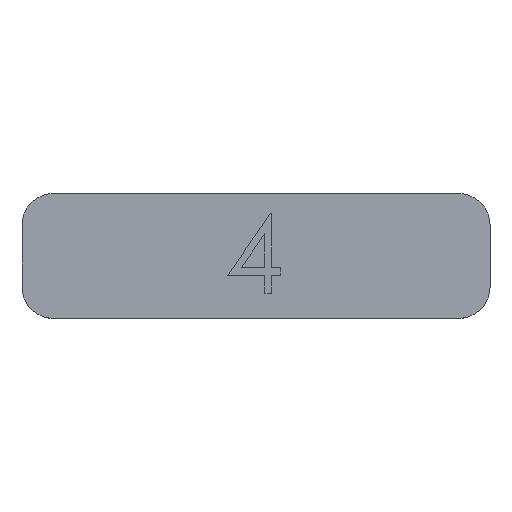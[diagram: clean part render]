
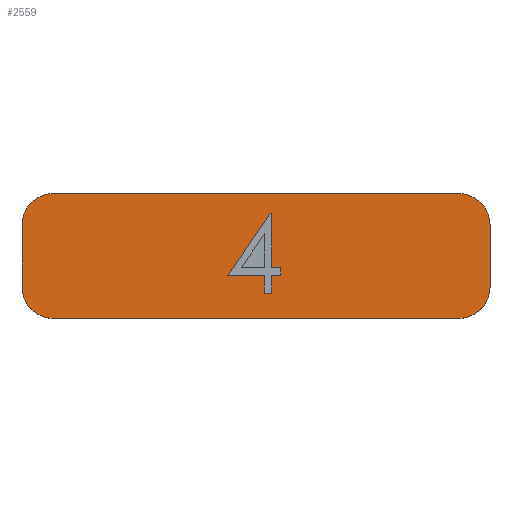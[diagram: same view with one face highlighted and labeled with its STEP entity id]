
A CAD part, top view. The second image highlights one B-rep face of the part: STEP entity #2559.
In plain terms, the highlighted planar face has unit normal (0, 0, 1).
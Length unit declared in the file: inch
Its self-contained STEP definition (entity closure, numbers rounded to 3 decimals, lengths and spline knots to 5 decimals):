
#21 = CARTESIAN_POINT ( 'NONE',  ( 0.39804, 0.16821, 0.09 ) ) ;
#122 = VECTOR ( 'NONE', #914, 39.37008 ) ;
#131 = VERTEX_POINT ( 'NONE', #4662 ) ;
#187 = ORIENTED_EDGE ( 'NONE', *, *, #2736, .T. ) ;
#219 = ORIENTED_EDGE ( 'NONE', *, *, #1013, .T. ) ;
#224 = CARTESIAN_POINT ( 'NONE',  ( 0.05, 0., 0.09 ) ) ;
#346 = CARTESIAN_POINT ( 'NONE',  ( 0.41474, 0.08167, 0.09 ) ) ;
#353 = DIRECTION ( 'NONE',  ( 0.566, 0.824, 0. ) ) ;
#355 = EDGE_LOOP ( 'NONE', ( #3052, #3853, #5274, #1007, #361, #4970, #4895, #3462 ) ) ;
#361 = ORIENTED_EDGE ( 'NONE', *, *, #3204, .T. ) ;
#379 = VERTEX_POINT ( 'NONE', #3994 ) ;
#394 = CARTESIAN_POINT ( 'NONE',  ( 0.05, 0.15, 0.09 ) ) ;
#410 = DIRECTION ( 'NONE',  ( -1., 0., 0. ) ) ;
#475 = VECTOR ( 'NONE', #3973, 39.37008 ) ;
#490 = VERTEX_POINT ( 'NONE', #3693 ) ;
#561 = VECTOR ( 'NONE', #5147, 39.37008 ) ;
#607 = CARTESIAN_POINT ( 'NONE',  ( 0.40032, 0.08167, 0.09 ) ) ;
#609 = LINE ( 'NONE', #3530, #4808 ) ;
#694 = FACE_BOUND ( 'NONE', #4544, .T. ) ;
#737 = VERTEX_POINT ( 'NONE', #3027 ) ;
#767 = DIRECTION ( 'NONE',  ( 0., -1., 0. ) ) ;
#914 = DIRECTION ( 'NONE',  ( 1., 0., 0. ) ) ;
#975 = CARTESIAN_POINT ( 'NONE',  ( 0.40032, 0.16821, 0.09 ) ) ;
#1007 = ORIENTED_EDGE ( 'NONE', *, *, #4114, .T. ) ;
#1013 = EDGE_CURVE ( 'NONE', #4421, #4764, #2535, .T. ) ;
#1052 = CARTESIAN_POINT ( 'NONE',  ( 0.40032, 0.08167, 0.09 ) ) ;
#1136 = EDGE_CURVE ( 'NONE', #3979, #3894, #4327, .T. ) ;
#1186 = CARTESIAN_POINT ( 'NONE',  ( 0., 0.05, 0.09 ) ) ;
#1202 = DIRECTION ( 'NONE',  ( 0., 0., 1. ) ) ;
#1208 = DIRECTION ( 'NONE',  ( 0., 1., 0. ) ) ;
#1223 = DIRECTION ( 'NONE',  ( 1., 0., 0. ) ) ;
#1231 = VERTEX_POINT ( 'NONE', #4547 ) ;
#1239 = DIRECTION ( 'NONE',  ( -1., 0., 0. ) ) ;
#1246 = ORIENTED_EDGE ( 'NONE', *, *, #2189, .T. ) ;
#1274 = DIRECTION ( 'NONE',  ( -1., 0., 0. ) ) ;
#1295 = CARTESIAN_POINT ( 'NONE',  ( 0.41474, 0.08167, 0.09 ) ) ;
#1307 = LINE ( 'NONE', #1052, #122 ) ;
#1328 = VECTOR ( 'NONE', #767, 39.37008 ) ;
#1336 = CIRCLE ( 'NONE', #1586, 0.05 ) ;
#1355 = VECTOR ( 'NONE', #1274, 39.37008 ) ;
#1380 = DIRECTION ( 'NONE',  ( 0., -1., 0. ) ) ;
#1424 = DIRECTION ( 'NONE',  ( 0., 0., -1. ) ) ;
#1451 = EDGE_CURVE ( 'NONE', #3904, #1857, #4502, .T. ) ;
#1473 = CIRCLE ( 'NONE', #5123, 0.05 ) ;
#1482 = CARTESIAN_POINT ( 'NONE',  ( 0.40032, 0.06885, 0.09 ) ) ;
#1536 = EDGE_CURVE ( 'NONE', #5271, #3979, #1307, .T. ) ;
#1578 = LINE ( 'NONE', #4414, #1328 ) ;
#1586 = AXIS2_PLACEMENT_3D ( 'NONE', #5264, #1202, #3933 ) ;
#1615 = EDGE_CURVE ( 'NONE', #1857, #4918, #3795, .T. ) ;
#1784 = LINE ( 'NONE', #3837, #5112 ) ;
#1857 = VERTEX_POINT ( 'NONE', #2085 ) ;
#1979 = CARTESIAN_POINT ( 'NONE',  ( 0.41474, 0.06885, 0.09 ) ) ;
#2008 = CARTESIAN_POINT ( 'NONE',  ( 0.32981, 0.06885, 0.09 ) ) ;
#2085 = CARTESIAN_POINT ( 'NONE',  ( 0.75, 0.15, 0.09 ) ) ;
#2127 = DIRECTION ( 'NONE',  ( -1., 0., 0. ) ) ;
#2163 = DIRECTION ( 'NONE',  ( 0., -1., 0. ) ) ;
#2178 = CARTESIAN_POINT ( 'NONE',  ( 0.05, 0.2, 0.09 ) ) ;
#2189 = EDGE_CURVE ( 'NONE', #4190, #4421, #609, .T. ) ;
#2254 = VECTOR ( 'NONE', #2614, 39.37008 ) ;
#2336 = CARTESIAN_POINT ( 'NONE',  ( 0.40032, 0.06885, 0.09 ) ) ;
#2448 = VERTEX_POINT ( 'NONE', #1186 ) ;
#2484 = CARTESIAN_POINT ( 'NONE',  ( 0.41474, 0.06885, 0.09 ) ) ;
#2496 = EDGE_CURVE ( 'NONE', #3894, #4233, #3037, .T. ) ;
#2501 = AXIS2_PLACEMENT_3D ( 'NONE', #3966, #4099, #2127 ) ;
#2535 = LINE ( 'NONE', #3331, #5039 ) ;
#2559 = ADVANCED_FACE ( 'NONE', ( #2855, #694 ), #4908, .F. ) ;
#2614 = DIRECTION ( 'NONE',  ( -1., 0., 0. ) ) ;
#2620 = EDGE_CURVE ( 'NONE', #4918, #4052, #4430, .T. ) ;
#2684 = CARTESIAN_POINT ( 'NONE',  ( 0.05, 0.15, 0.09 ) ) ;
#2736 = EDGE_CURVE ( 'NONE', #131, #4190, #2857, .T. ) ;
#2768 = DIRECTION ( 'NONE',  ( 0., 1., 0. ) ) ;
#2795 = ORIENTED_EDGE ( 'NONE', *, *, #1536, .T. ) ;
#2823 = CARTESIAN_POINT ( 'NONE',  ( 0.3891, 0.06885, 0.09 ) ) ;
#2836 = VECTOR ( 'NONE', #1223, 39.37008 ) ;
#2855 = FACE_OUTER_BOUND ( 'NONE', #355, .T. ) ;
#2857 = LINE ( 'NONE', #4805, #561 ) ;
#3027 = CARTESIAN_POINT ( 'NONE',  ( 0.7, 0., 0.09 ) ) ;
#3037 = LINE ( 'NONE', #2484, #1355 ) ;
#3052 = ORIENTED_EDGE ( 'NONE', *, *, #3402, .T. ) ;
#3073 = AXIS2_PLACEMENT_3D ( 'NONE', #2684, #1424, #3438 ) ;
#3203 = DIRECTION ( 'NONE',  ( -1., 0., 0. ) ) ;
#3204 = EDGE_CURVE ( 'NONE', #737, #3904, #3297, .T. ) ;
#3297 = CIRCLE ( 'NONE', #3776, 0.05 ) ;
#3331 = CARTESIAN_POINT ( 'NONE',  ( 0.3891, 0.06885, 0.09 ) ) ;
#3402 = EDGE_CURVE ( 'NONE', #4052, #379, #1473, .T. ) ;
#3421 = ORIENTED_EDGE ( 'NONE', *, *, #3593, .T. ) ;
#3438 = DIRECTION ( 'NONE',  ( -1., 0., 0. ) ) ;
#3449 = CARTESIAN_POINT ( 'NONE',  ( 0.32981, 0.06885, 0.09 ) ) ;
#3462 = ORIENTED_EDGE ( 'NONE', *, *, #2620, .T. ) ;
#3495 = VECTOR ( 'NONE', #2163, 39.37008 ) ;
#3518 = ORIENTED_EDGE ( 'NONE', *, *, #3809, .T. ) ;
#3530 = CARTESIAN_POINT ( 'NONE',  ( 0.3891, 0.04, 0.09 ) ) ;
#3562 = CARTESIAN_POINT ( 'NONE',  ( 0.7, 0.2, 0.09 ) ) ;
#3593 = EDGE_CURVE ( 'NONE', #1231, #490, #3900, .T. ) ;
#3629 = VECTOR ( 'NONE', #353, 39.37008 ) ;
#3654 = CARTESIAN_POINT ( 'NONE',  ( 0.75, 0.05, 0.09 ) ) ;
#3693 = CARTESIAN_POINT ( 'NONE',  ( 0.40032, 0.16821, 0.09 ) ) ;
#3708 = ORIENTED_EDGE ( 'NONE', *, *, #2496, .T. ) ;
#3776 = AXIS2_PLACEMENT_3D ( 'NONE', #5108, #4263, #3203 ) ;
#3795 = CIRCLE ( 'NONE', #2501, 0.05 ) ;
#3809 = EDGE_CURVE ( 'NONE', #4233, #131, #4864, .T. ) ;
#3810 = VECTOR ( 'NONE', #1380, 39.37008 ) ;
#3823 = CARTESIAN_POINT ( 'NONE',  ( 0.3891, 0.04, 0.09 ) ) ;
#3837 = CARTESIAN_POINT ( 'NONE',  ( 0.05, 0., 0.09 ) ) ;
#3853 = ORIENTED_EDGE ( 'NONE', *, *, #4249, .T. ) ;
#3894 = VERTEX_POINT ( 'NONE', #1979 ) ;
#3900 = LINE ( 'NONE', #21, #2836 ) ;
#3904 = VERTEX_POINT ( 'NONE', #4395 ) ;
#3933 = DIRECTION ( 'NONE',  ( -1., 0., 0. ) ) ;
#3966 = CARTESIAN_POINT ( 'NONE',  ( 0.7, 0.15, 0.09 ) ) ;
#3973 = DIRECTION ( 'NONE',  ( 0., -1., 0. ) ) ;
#3979 = VERTEX_POINT ( 'NONE', #346 ) ;
#3994 = CARTESIAN_POINT ( 'NONE',  ( 0., 0.15, 0.09 ) ) ;
#4005 = EDGE_CURVE ( 'NONE', #2448, #4175, #1336, .T. ) ;
#4028 = ORIENTED_EDGE ( 'NONE', *, *, #4637, .T. ) ;
#4052 = VERTEX_POINT ( 'NONE', #2178 ) ;
#4079 = LINE ( 'NONE', #2008, #3629 ) ;
#4099 = DIRECTION ( 'NONE',  ( 0., 0., 1. ) ) ;
#4114 = EDGE_CURVE ( 'NONE', #4175, #737, #1784, .T. ) ;
#4175 = VERTEX_POINT ( 'NONE', #224 ) ;
#4190 = VERTEX_POINT ( 'NONE', #3823 ) ;
#4233 = VERTEX_POINT ( 'NONE', #1482 ) ;
#4249 = EDGE_CURVE ( 'NONE', #379, #2448, #1578, .T. ) ;
#4257 = EDGE_CURVE ( 'NONE', #4764, #1231, #4079, .T. ) ;
#4263 = DIRECTION ( 'NONE',  ( 0., 0., 1. ) ) ;
#4327 = LINE ( 'NONE', #1295, #3495 ) ;
#4395 = CARTESIAN_POINT ( 'NONE',  ( 0.75, 0.05, 0.09 ) ) ;
#4414 = CARTESIAN_POINT ( 'NONE',  ( 0., 0.05, 0.09 ) ) ;
#4421 = VERTEX_POINT ( 'NONE', #2823 ) ;
#4430 = LINE ( 'NONE', #5080, #2254 ) ;
#4490 = DIRECTION ( 'NONE',  ( 0., 0., 1. ) ) ;
#4502 = LINE ( 'NONE', #3654, #5145 ) ;
#4544 = EDGE_LOOP ( 'NONE', ( #4738, #3421, #4028, #2795, #5094, #3708, #3518, #187, #1246, #219 ) ) ;
#4547 = CARTESIAN_POINT ( 'NONE',  ( 0.39804, 0.16821, 0.09 ) ) ;
#4637 = EDGE_CURVE ( 'NONE', #490, #5271, #4904, .T. ) ;
#4662 = CARTESIAN_POINT ( 'NONE',  ( 0.40032, 0.04, 0.09 ) ) ;
#4738 = ORIENTED_EDGE ( 'NONE', *, *, #4257, .T. ) ;
#4764 = VERTEX_POINT ( 'NONE', #3449 ) ;
#4805 = CARTESIAN_POINT ( 'NONE',  ( 0.40032, 0.04, 0.09 ) ) ;
#4808 = VECTOR ( 'NONE', #2768, 39.37008 ) ;
#4864 = LINE ( 'NONE', #2336, #475 ) ;
#4895 = ORIENTED_EDGE ( 'NONE', *, *, #1615, .T. ) ;
#4904 = LINE ( 'NONE', #975, #3810 ) ;
#4908 = PLANE ( 'NONE',  #3073 ) ;
#4918 = VERTEX_POINT ( 'NONE', #3562 ) ;
#4970 = ORIENTED_EDGE ( 'NONE', *, *, #1451, .T. ) ;
#5039 = VECTOR ( 'NONE', #1239, 39.37008 ) ;
#5080 = CARTESIAN_POINT ( 'NONE',  ( 0.05, 0.2, 0.09 ) ) ;
#5094 = ORIENTED_EDGE ( 'NONE', *, *, #1136, .T. ) ;
#5108 = CARTESIAN_POINT ( 'NONE',  ( 0.7, 0.05, 0.09 ) ) ;
#5112 = VECTOR ( 'NONE', #5119, 39.37008 ) ;
#5119 = DIRECTION ( 'NONE',  ( 1., 0., 0. ) ) ;
#5123 = AXIS2_PLACEMENT_3D ( 'NONE', #394, #4490, #410 ) ;
#5145 = VECTOR ( 'NONE', #1208, 39.37008 ) ;
#5147 = DIRECTION ( 'NONE',  ( -1., 0., 0. ) ) ;
#5264 = CARTESIAN_POINT ( 'NONE',  ( 0.05, 0.05, 0.09 ) ) ;
#5271 = VERTEX_POINT ( 'NONE', #607 ) ;
#5274 = ORIENTED_EDGE ( 'NONE', *, *, #4005, .T. ) ;
